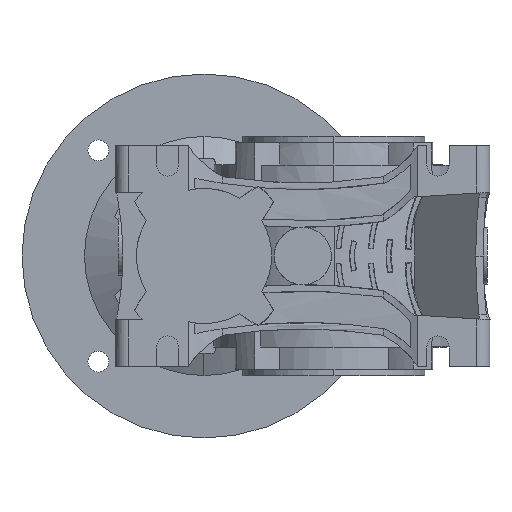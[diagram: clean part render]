
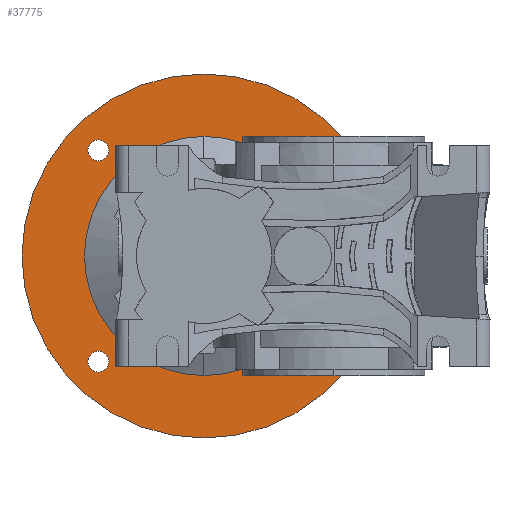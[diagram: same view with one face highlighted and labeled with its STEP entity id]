
A CAD part, left-side view. The second image highlights one B-rep face of the part: STEP entity #37775.
In plain terms, the highlighted face is planar.
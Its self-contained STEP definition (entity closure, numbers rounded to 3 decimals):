
#147 = AXIS2_PLACEMENT_3D ( 'NONE', #39184, #43114, #6430 ) ;
#196 = DIRECTION ( 'NONE',  ( 1., 0., 0. ) ) ;
#463 = EDGE_LOOP ( 'NONE', ( #42599, #38804 ) ) ;
#1282 = DIRECTION ( 'NONE',  ( 1., 0., 0. ) ) ;
#1866 = DIRECTION ( 'NONE',  ( 0., -1., 0. ) ) ;
#1873 = ORIENTED_EDGE ( 'NONE', *, *, #15202, .F. ) ;
#2355 = VERTEX_POINT ( 'NONE', #32109 ) ;
#3068 = CARTESIAN_POINT ( 'NONE',  ( -3.5, -36.659, -40.659 ) ) ;
#3323 = CARTESIAN_POINT ( 'NONE',  ( -3.5, 40.659, 40.659 ) ) ;
#4222 = VERTEX_POINT ( 'NONE', #32690 ) ;
#4227 = EDGE_CURVE ( 'NONE', #47618, #2355, #29726, .T. ) ;
#4815 = DIRECTION ( 'NONE',  ( 0., -1., 0. ) ) ;
#5215 = CIRCLE ( 'NONE', #32832, 4. ) ;
#5501 = CARTESIAN_POINT ( 'NONE',  ( -3.5, 0., 0. ) ) ;
#6398 = CARTESIAN_POINT ( 'NONE',  ( -3.5, 0., 0. ) ) ;
#6430 = DIRECTION ( 'NONE',  ( 0., -1., 0. ) ) ;
#7743 = VERTEX_POINT ( 'NONE', #13952 ) ;
#8388 = FACE_OUTER_BOUND ( 'NONE', #33700, .T. ) ;
#8566 = DIRECTION ( 'NONE',  ( 0., 0., 1. ) ) ;
#9415 = CIRCLE ( 'NONE', #9861, 4. ) ;
#9754 = DIRECTION ( 'NONE',  ( 1., 0., 0. ) ) ;
#9772 = VERTEX_POINT ( 'NONE', #37658 ) ;
#9861 = AXIS2_PLACEMENT_3D ( 'NONE', #41191, #40703, #22230 ) ;
#9920 = CARTESIAN_POINT ( 'NONE',  ( -3.5, 40.659, -40.659 ) ) ;
#10522 = EDGE_LOOP ( 'NONE', ( #17355, #1873 ) ) ;
#10608 = DIRECTION ( 'NONE',  ( 1., 0., 0. ) ) ;
#10963 = EDGE_CURVE ( 'NONE', #4222, #22701, #27440, .T. ) ;
#12983 = FACE_BOUND ( 'NONE', #10522, .T. ) ;
#13488 = CARTESIAN_POINT ( 'NONE',  ( -3.5, -36.659, 40.659 ) ) ;
#13587 = CARTESIAN_POINT ( 'NONE',  ( -3.5, 0., -46. ) ) ;
#13952 = CARTESIAN_POINT ( 'NONE',  ( -3.5, 36.659, -40.659 ) ) ;
#14520 = EDGE_CURVE ( 'NONE', #38433, #21424, #25946, .T. ) ;
#15084 = CIRCLE ( 'NONE', #26243, 4. ) ;
#15202 = EDGE_CURVE ( 'NONE', #40533, #7743, #15084, .T. ) ;
#15236 = CARTESIAN_POINT ( 'NONE',  ( -3.5, 40.659, -40.659 ) ) ;
#15777 = AXIS2_PLACEMENT_3D ( 'NONE', #3323, #10608, #21535 ) ;
#15896 = AXIS2_PLACEMENT_3D ( 'NONE', #17243, #46208, #24587 ) ;
#16457 = ORIENTED_EDGE ( 'NONE', *, *, #43801, .F. ) ;
#16923 = EDGE_LOOP ( 'NONE', ( #17510, #37208 ) ) ;
#17243 = CARTESIAN_POINT ( 'NONE',  ( -3.5, 40.659, 40.659 ) ) ;
#17355 = ORIENTED_EDGE ( 'NONE', *, *, #45561, .F. ) ;
#17510 = ORIENTED_EDGE ( 'NONE', *, *, #38771, .F. ) ;
#18980 = ORIENTED_EDGE ( 'NONE', *, *, #40461, .F. ) ;
#19031 = CARTESIAN_POINT ( 'NONE',  ( -3.5, -70.84, -70.84 ) ) ;
#19260 = CIRCLE ( 'NONE', #23861, 46. ) ;
#19303 = CARTESIAN_POINT ( 'NONE',  ( -3.5, -70., 0. ) ) ;
#20151 = DIRECTION ( 'NONE',  ( 0., 0., 1. ) ) ;
#20458 = FACE_BOUND ( 'NONE', #463, .T. ) ;
#20477 = CARTESIAN_POINT ( 'NONE',  ( -3.5, 0., 0. ) ) ;
#21424 = VERTEX_POINT ( 'NONE', #26644 ) ;
#21535 = DIRECTION ( 'NONE',  ( 0., -1., 0. ) ) ;
#22004 = EDGE_CURVE ( 'NONE', #2355, #47618, #43487, .T. ) ;
#22226 = EDGE_CURVE ( 'NONE', #36274, #25307, #35317, .T. ) ;
#22230 = DIRECTION ( 'NONE',  ( 0., -1., 0. ) ) ;
#22236 = DIRECTION ( 'NONE',  ( 1., 0., 0. ) ) ;
#22701 = VERTEX_POINT ( 'NONE', #13587 ) ;
#23018 = ORIENTED_EDGE ( 'NONE', *, *, #31556, .F. ) ;
#23099 = AXIS2_PLACEMENT_3D ( 'NONE', #40381, #196, #29382 ) ;
#23144 = EDGE_LOOP ( 'NONE', ( #36802, #16457 ) ) ;
#23861 = AXIS2_PLACEMENT_3D ( 'NONE', #38478, #22236, #34998 ) ;
#24265 = DIRECTION ( 'NONE',  ( 1., 0., 0. ) ) ;
#24480 = CARTESIAN_POINT ( 'NONE',  ( -3.5, 36.659, 40.659 ) ) ;
#24587 = DIRECTION ( 'NONE',  ( 0., -1., 0. ) ) ;
#24877 = DIRECTION ( 'NONE',  ( -1., 0., 0. ) ) ;
#25307 = VERTEX_POINT ( 'NONE', #44857 ) ;
#25340 = ORIENTED_EDGE ( 'NONE', *, *, #22226, .F. ) ;
#25366 = VERTEX_POINT ( 'NONE', #13488 ) ;
#25620 = FACE_BOUND ( 'NONE', #16923, .T. ) ;
#25946 = CIRCLE ( 'NONE', #35812, 70. ) ;
#26243 = AXIS2_PLACEMENT_3D ( 'NONE', #9920, #9754, #1866 ) ;
#26403 = CARTESIAN_POINT ( 'NONE',  ( -3.5, -40.659, -40.659 ) ) ;
#26644 = CARTESIAN_POINT ( 'NONE',  ( -3.5, 70., 0. ) ) ;
#26787 = FACE_BOUND ( 'NONE', #46816, .T. ) ;
#27010 = AXIS2_PLACEMENT_3D ( 'NONE', #15236, #29596, #47927 ) ;
#27440 = CIRCLE ( 'NONE', #46628, 46. ) ;
#28661 = DIRECTION ( 'NONE',  ( 0., -1., 0. ) ) ;
#29382 = DIRECTION ( 'NONE',  ( 0., -1., 0. ) ) ;
#29596 = DIRECTION ( 'NONE',  ( 1., 0., 0. ) ) ;
#29726 = CIRCLE ( 'NONE', #15777, 4. ) ;
#30643 = DIRECTION ( 'NONE',  ( -1., 0., 0. ) ) ;
#30984 = DIRECTION ( 'NONE',  ( -1., 0., 0. ) ) ;
#31459 = DIRECTION ( 'NONE',  ( 0., -1., 0. ) ) ;
#31556 = EDGE_CURVE ( 'NONE', #25307, #36274, #5215, .T. ) ;
#32109 = CARTESIAN_POINT ( 'NONE',  ( -3.5, 44.659, 40.659 ) ) ;
#32477 = AXIS2_PLACEMENT_3D ( 'NONE', #6398, #24877, #28661 ) ;
#32690 = CARTESIAN_POINT ( 'NONE',  ( -3.5, 0., 46. ) ) ;
#32832 = AXIS2_PLACEMENT_3D ( 'NONE', #26403, #1282, #4815 ) ;
#33016 = CARTESIAN_POINT ( 'NONE',  ( -3.5, 44.659, -40.659 ) ) ;
#33700 = EDGE_LOOP ( 'NONE', ( #46482, #18980 ) ) ;
#34998 = DIRECTION ( 'NONE',  ( 0., 0., 1. ) ) ;
#35317 = CIRCLE ( 'NONE', #147, 4. ) ;
#35812 = AXIS2_PLACEMENT_3D ( 'NONE', #5501, #30984, #31459 ) ;
#36274 = VERTEX_POINT ( 'NONE', #3068 ) ;
#36802 = ORIENTED_EDGE ( 'NONE', *, *, #10963, .F. ) ;
#37208 = ORIENTED_EDGE ( 'NONE', *, *, #37676, .F. ) ;
#37658 = CARTESIAN_POINT ( 'NONE',  ( -3.5, -44.659, 40.659 ) ) ;
#37676 = EDGE_CURVE ( 'NONE', #25366, #9772, #37791, .T. ) ;
#37775 = ADVANCED_FACE ( 'NONE', ( #8388, #45361, #12983, #20458, #25620, #26787 ), #45544, .F. ) ;
#37791 = CIRCLE ( 'NONE', #23099, 4. ) ;
#38433 = VERTEX_POINT ( 'NONE', #19303 ) ;
#38478 = CARTESIAN_POINT ( 'NONE',  ( -3.5, 0., 0. ) ) ;
#38771 = EDGE_CURVE ( 'NONE', #9772, #25366, #9415, .T. ) ;
#38804 = ORIENTED_EDGE ( 'NONE', *, *, #22004, .F. ) ;
#39184 = CARTESIAN_POINT ( 'NONE',  ( -3.5, -40.659, -40.659 ) ) ;
#40381 = CARTESIAN_POINT ( 'NONE',  ( -3.5, -40.659, 40.659 ) ) ;
#40461 = EDGE_CURVE ( 'NONE', #21424, #38433, #42553, .T. ) ;
#40533 = VERTEX_POINT ( 'NONE', #33016 ) ;
#40703 = DIRECTION ( 'NONE',  ( 1., 0., 0. ) ) ;
#41191 = CARTESIAN_POINT ( 'NONE',  ( -3.5, -40.659, 40.659 ) ) ;
#42553 = CIRCLE ( 'NONE', #32477, 70. ) ;
#42599 = ORIENTED_EDGE ( 'NONE', *, *, #4227, .F. ) ;
#43114 = DIRECTION ( 'NONE',  ( 1., 0., 0. ) ) ;
#43282 = AXIS2_PLACEMENT_3D ( 'NONE', #19031, #30643, #8566 ) ;
#43487 = CIRCLE ( 'NONE', #15896, 4. ) ;
#43801 = EDGE_CURVE ( 'NONE', #22701, #4222, #19260, .T. ) ;
#44857 = CARTESIAN_POINT ( 'NONE',  ( -3.5, -44.659, -40.659 ) ) ;
#45361 = FACE_BOUND ( 'NONE', #23144, .T. ) ;
#45544 = PLANE ( 'NONE',  #43282 ) ;
#45561 = EDGE_CURVE ( 'NONE', #7743, #40533, #47532, .T. ) ;
#46208 = DIRECTION ( 'NONE',  ( 1., 0., 0. ) ) ;
#46482 = ORIENTED_EDGE ( 'NONE', *, *, #14520, .F. ) ;
#46628 = AXIS2_PLACEMENT_3D ( 'NONE', #20477, #24265, #20151 ) ;
#46816 = EDGE_LOOP ( 'NONE', ( #23018, #25340 ) ) ;
#47532 = CIRCLE ( 'NONE', #27010, 4. ) ;
#47618 = VERTEX_POINT ( 'NONE', #24480 ) ;
#47927 = DIRECTION ( 'NONE',  ( 0., -1., 0. ) ) ;
